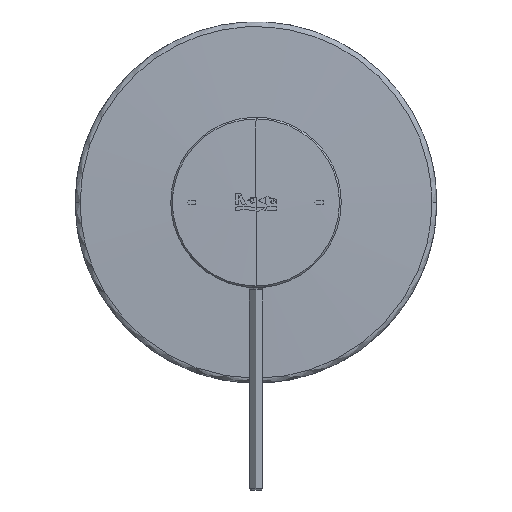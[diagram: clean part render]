
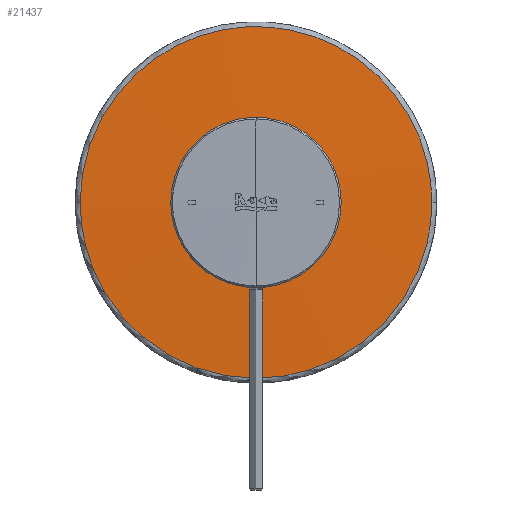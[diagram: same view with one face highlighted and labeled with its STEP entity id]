
A CAD part, front view. The second image highlights one B-rep face of the part: STEP entity #21437.
In plain terms, the highlighted free-form (B-spline) face has degree [2, 2] with [9, 5] control points.
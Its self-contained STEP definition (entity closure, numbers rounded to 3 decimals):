
#12108=(
BOUNDED_SURFACE()
B_SPLINE_SURFACE(2,2,((#107322,#107323,#107324,#107325,#107326),(#107327,
#107328,#107329,#107330,#107331),(#107332,#107333,#107334,#107335,#107336),
(#107337,#107338,#107339,#107340,#107341),(#107342,#107343,#107344,#107345,
#107346),(#107347,#107348,#107349,#107350,#107351),(#107352,#107353,#107354,
#107355,#107356),(#107357,#107358,#107359,#107360,#107361),(#107362,#107363,
#107364,#107365,#107366)),.UNSPECIFIED.,.T.,.F.,.F.)
B_SPLINE_SURFACE_WITH_KNOTS((3,2,2,2,3),(3,2,3),(0.,1962.71,3925.42,
5888.13,7850.84),(0.,1962.71,3925.42),
 .UNSPECIFIED.)
GEOMETRIC_REPRESENTATION_ITEM()
RATIONAL_B_SPLINE_SURFACE(((1.,0.707,1.,0.707,1.),
(0.707,0.5,0.707,0.5,0.707),(1.,0.707,
1.,0.707,1.),(0.707,0.5,0.707,0.5,0.707),
(1.,0.707,1.,0.707,1.),(0.707,0.5,0.707,
0.5,0.707),(1.,0.707,1.,0.707,1.),(0.707,
0.5,0.707,0.5,0.707),(1.,0.707,1.,0.707,
1.)))
REPRESENTATION_ITEM('')
SURFACE()
);
#21437=ADVANCED_FACE('',(#25356),#12108,.T.);
#25356=FACE_OUTER_BOUND('',#29275,.T.);
#29275=EDGE_LOOP('',(#33334,#33335,#33336,#33337,#33338,#33339,#33340,#33341));
#33334=ORIENTED_EDGE('',*,*,#52992,.T.);
#33335=ORIENTED_EDGE('',*,*,#52996,.F.);
#33336=ORIENTED_EDGE('',*,*,#52995,.T.);
#33337=ORIENTED_EDGE('',*,*,#52990,.F.);
#33338=ORIENTED_EDGE('',*,*,#52994,.T.);
#33339=ORIENTED_EDGE('',*,*,#52996,.T.);
#33340=ORIENTED_EDGE('',*,*,#52993,.T.);
#33341=ORIENTED_EDGE('',*,*,#52991,.T.);
#52990=EDGE_CURVE('',#81588,#81589,#72640,.T.);
#52991=EDGE_CURVE('',#81590,#81591,#72641,.T.);
#52992=EDGE_CURVE('',#81591,#81592,#72642,.T.);
#52993=EDGE_CURVE('',#81592,#81590,#72643,.T.);
#52994=EDGE_CURVE('',#81588,#81593,#72644,.T.);
#52995=EDGE_CURVE('',#81593,#81589,#72645,.T.);
#52996=EDGE_CURVE('',#81593,#81592,#72646,.T.);
#72640=(
BOUNDED_CURVE()
B_SPLINE_CURVE(2,(#107373,#107374,#107375,#107376,#107377),
 .UNSPECIFIED.,.F.,.F.)
B_SPLINE_CURVE_WITH_KNOTS((3,2,3),(0.,80.207,160.414),
 .UNSPECIFIED.)
CURVE()
GEOMETRIC_REPRESENTATION_ITEM()
RATIONAL_B_SPLINE_CURVE((1.,0.707,1.,0.707,1.))
REPRESENTATION_ITEM('')
);
#72641=(
BOUNDED_CURVE()
B_SPLINE_CURVE(2,(#107378,#107379,#107380,#107381,#107382),
 .UNSPECIFIED.,.F.,.F.)
B_SPLINE_CURVE_WITH_KNOTS((3,2,3),(-73.513,-36.757,
0.),.UNSPECIFIED.)
CURVE()
GEOMETRIC_REPRESENTATION_ITEM()
RATIONAL_B_SPLINE_CURVE((1.,0.707,1.,0.707,1.))
REPRESENTATION_ITEM('')
);
#72642=(
BOUNDED_CURVE()
B_SPLINE_CURVE(2,(#107383,#107384,#107385),.UNSPECIFIED.,.F.,.F.)
B_SPLINE_CURVE_WITH_KNOTS((3,3),(0.,27.935),.UNSPECIFIED.)
CURVE()
GEOMETRIC_REPRESENTATION_ITEM()
RATIONAL_B_SPLINE_CURVE((1.,0.827,1.))
REPRESENTATION_ITEM('')
);
#72643=(
BOUNDED_CURVE()
B_SPLINE_CURVE(2,(#107386,#107387,#107388,#107389,#107390),
 .UNSPECIFIED.,.F.,.F.)
B_SPLINE_CURVE_WITH_KNOTS((3,2,3),(27.935,50.724,73.513),
 .UNSPECIFIED.)
CURVE()
GEOMETRIC_REPRESENTATION_ITEM()
RATIONAL_B_SPLINE_CURVE((1.,0.884,1.,0.884,1.))
REPRESENTATION_ITEM('')
);
#72644=(
BOUNDED_CURVE()
B_SPLINE_CURVE(2,(#107391,#107392,#107393),.UNSPECIFIED.,.F.,.F.)
B_SPLINE_CURVE_WITH_KNOTS((3,3),(0.,19.25),.UNSPECIFIED.)
CURVE()
GEOMETRIC_REPRESENTATION_ITEM()
RATIONAL_B_SPLINE_CURVE((1.,0.982,1.))
REPRESENTATION_ITEM('')
);
#72645=(
BOUNDED_CURVE()
B_SPLINE_CURVE(2,(#107394,#107395,#107396,#107397,#107398),
 .UNSPECIFIED.,.F.,.F.)
B_SPLINE_CURVE_WITH_KNOTS((3,2,3),(19.25,89.832,160.414),
 .UNSPECIFIED.)
CURVE()
GEOMETRIC_REPRESENTATION_ITEM()
RATIONAL_B_SPLINE_CURVE((1.,0.771,1.,0.771,1.))
REPRESENTATION_ITEM('')
);
#72646=(
BOUNDED_CURVE()
B_SPLINE_CURVE(2,(#107399,#107400,#107401),.UNSPECIFIED.,.F.,.F.)
B_SPLINE_CURVE_WITH_KNOTS((3,3),(3874.345,3902.019),
 .UNSPECIFIED.)
CURVE()
GEOMETRIC_REPRESENTATION_ITEM()
RATIONAL_B_SPLINE_CURVE((1.,1.,1.))
REPRESENTATION_ITEM('')
);
#81588=VERTEX_POINT('',#107367);
#81589=VERTEX_POINT('',#107368);
#81590=VERTEX_POINT('',#107369);
#81591=VERTEX_POINT('',#107370);
#81592=VERTEX_POINT('',#107371);
#81593=VERTEX_POINT('',#107372);
#107322=CARTESIAN_POINT('',(0.,2485.064,0.));
#107323=CARTESIAN_POINT('',(-1161.756,2485.064,-459.972));
#107324=CARTESIAN_POINT('',(-1161.756,1235.564,-459.972));
#107325=CARTESIAN_POINT('',(-1161.756,-13.936,-459.972));
#107326=CARTESIAN_POINT('',(0.,-13.936,0.));
#107327=CARTESIAN_POINT('',(0.,2485.064,0.));
#107328=CARTESIAN_POINT('',(-701.784,2485.064,-1621.727));
#107329=CARTESIAN_POINT('',(-701.784,1235.564,-1621.727));
#107330=CARTESIAN_POINT('',(-701.784,-13.936,-1621.727));
#107331=CARTESIAN_POINT('',(0.,-13.936,0.));
#107332=CARTESIAN_POINT('',(0.,2485.064,0.));
#107333=CARTESIAN_POINT('',(459.972,2485.064,-1161.756));
#107334=CARTESIAN_POINT('',(459.972,1235.564,-1161.756));
#107335=CARTESIAN_POINT('',(459.972,-13.936,-1161.756));
#107336=CARTESIAN_POINT('',(0.,-13.936,0.));
#107337=CARTESIAN_POINT('',(0.,2485.064,0.));
#107338=CARTESIAN_POINT('',(1621.727,2485.064,-701.784));
#107339=CARTESIAN_POINT('',(1621.727,1235.564,-701.784));
#107340=CARTESIAN_POINT('',(1621.727,-13.936,-701.784));
#107341=CARTESIAN_POINT('',(0.,-13.936,0.));
#107342=CARTESIAN_POINT('',(0.,2485.064,0.));
#107343=CARTESIAN_POINT('',(1161.756,2485.064,459.972));
#107344=CARTESIAN_POINT('',(1161.756,1235.564,459.972));
#107345=CARTESIAN_POINT('',(1161.756,-13.936,459.972));
#107346=CARTESIAN_POINT('',(0.,-13.936,0.));
#107347=CARTESIAN_POINT('',(0.,2485.064,0.));
#107348=CARTESIAN_POINT('',(701.784,2485.064,1621.727));
#107349=CARTESIAN_POINT('',(701.784,1235.564,1621.727));
#107350=CARTESIAN_POINT('',(701.784,-13.936,1621.727));
#107351=CARTESIAN_POINT('',(0.,-13.936,0.));
#107352=CARTESIAN_POINT('',(0.,2485.064,0.));
#107353=CARTESIAN_POINT('',(-459.972,2485.064,1161.756));
#107354=CARTESIAN_POINT('',(-459.972,1235.564,1161.756));
#107355=CARTESIAN_POINT('',(-459.972,-13.936,1161.756));
#107356=CARTESIAN_POINT('',(0.,-13.936,0.));
#107357=CARTESIAN_POINT('',(0.,2485.064,0.));
#107358=CARTESIAN_POINT('',(-1621.727,2485.064,701.784));
#107359=CARTESIAN_POINT('',(-1621.727,1235.564,701.784));
#107360=CARTESIAN_POINT('',(-1621.727,-13.936,701.784));
#107361=CARTESIAN_POINT('',(0.,-13.936,0.));
#107362=CARTESIAN_POINT('',(0.,2485.064,0.));
#107363=CARTESIAN_POINT('',(-1161.756,2485.064,-459.972));
#107364=CARTESIAN_POINT('',(-1161.756,1235.564,-459.972));
#107365=CARTESIAN_POINT('',(-1161.756,-13.936,-459.972));
#107366=CARTESIAN_POINT('',(0.,-13.936,0.));
#107367=CARTESIAN_POINT('',(-51.061,-12.893,0.));
#107368=CARTESIAN_POINT('',(51.061,-12.893,0.));
#107369=CARTESIAN_POINT('',(0.,-13.717,23.4));
#107370=CARTESIAN_POINT('',(0.,-13.717,-23.4));
#107371=CARTESIAN_POINT('',(-21.757,-13.717,-8.614));
#107372=CARTESIAN_POINT('',(-47.476,-12.893,-18.797));
#107373=CARTESIAN_POINT('',(-51.061,-12.893,0.));
#107374=CARTESIAN_POINT('',(-51.061,-12.893,51.061));
#107375=CARTESIAN_POINT('',(0.,-12.893,51.061));
#107376=CARTESIAN_POINT('',(51.061,-12.893,51.061));
#107377=CARTESIAN_POINT('',(51.061,-12.893,0.));
#107378=CARTESIAN_POINT('',(0.,-13.717,23.4));
#107379=CARTESIAN_POINT('',(23.4,-13.717,23.4));
#107380=CARTESIAN_POINT('',(23.4,-13.717,0.));
#107381=CARTESIAN_POINT('',(23.4,-13.717,-23.4));
#107382=CARTESIAN_POINT('',(0.,-13.717,-23.4));
#107383=CARTESIAN_POINT('',(0.,-13.717,-23.4));
#107384=CARTESIAN_POINT('',(-15.903,-13.717,-23.4));
#107385=CARTESIAN_POINT('',(-21.757,-13.717,-8.614));
#107386=CARTESIAN_POINT('',(-21.757,-13.717,-8.614));
#107387=CARTESIAN_POINT('',(-26.318,-13.717,2.906));
#107388=CARTESIAN_POINT('',(-19.354,-13.717,13.153));
#107389=CARTESIAN_POINT('',(-12.39,-13.717,23.4));
#107390=CARTESIAN_POINT('',(0.,-13.717,23.4));
#107391=CARTESIAN_POINT('',(-51.061,-12.893,0.));
#107392=CARTESIAN_POINT('',(-51.061,-12.893,-9.74));
#107393=CARTESIAN_POINT('',(-47.476,-12.893,-18.797));
#107394=CARTESIAN_POINT('',(-47.476,-12.893,-18.797));
#107395=CARTESIAN_POINT('',(-31.925,-12.893,-58.072));
#107396=CARTESIAN_POINT('',(9.568,-12.893,-50.157));
#107397=CARTESIAN_POINT('',(51.061,-12.893,-42.242));
#107398=CARTESIAN_POINT('',(51.061,-12.893,0.));
#107399=CARTESIAN_POINT('',(-47.476,-12.893,-18.797));
#107400=CARTESIAN_POINT('',(-34.62,-13.458,-13.707));
#107401=CARTESIAN_POINT('',(-21.757,-13.717,-8.614));
